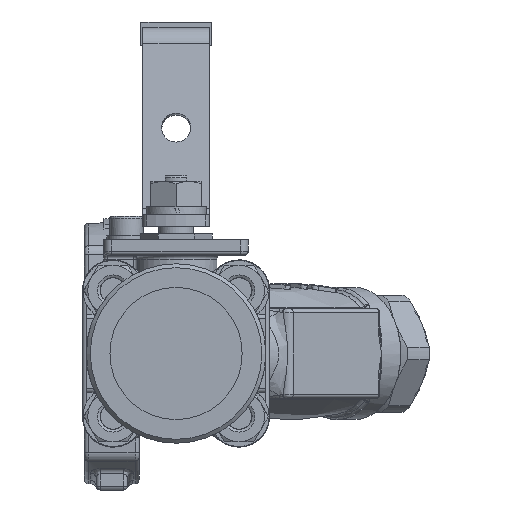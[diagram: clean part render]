
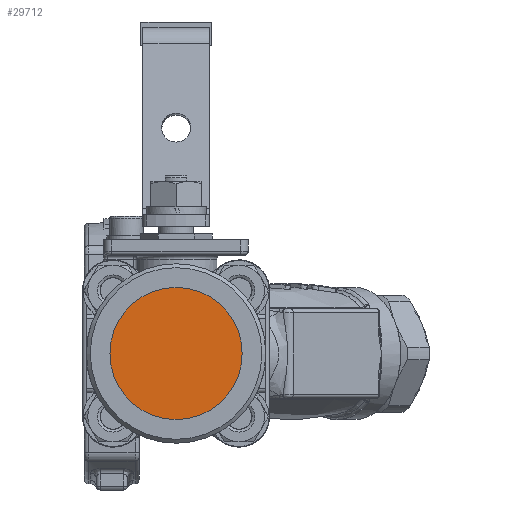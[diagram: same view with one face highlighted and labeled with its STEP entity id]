
A CAD part, left-side view. The second image highlights one B-rep face of the part: STEP entity #29712.
In plain terms, the highlighted planar face has unit normal (-1, 0, 0).
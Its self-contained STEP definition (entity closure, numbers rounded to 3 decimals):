
#6530=FACE_OUTER_BOUND('',#8376,.T.);
#8376=EDGE_LOOP('',(#20168,#20169));
#10418=CIRCLE('',#31746,16.95);
#10419=CIRCLE('',#31747,16.95);
#12225=VERTEX_POINT('',#45433);
#12226=VERTEX_POINT('',#45435);
#15233=EDGE_CURVE('',#12226,#12225,#10418,.T.);
#15234=EDGE_CURVE('',#12225,#12226,#10419,.T.);
#20168=ORIENTED_EDGE('',*,*,#15233,.T.);
#20169=ORIENTED_EDGE('',*,*,#15234,.T.);
#28929=PLANE('',#31748);
#29712=ADVANCED_FACE('',(#6530),#28929,.T.);
#31746=AXIS2_PLACEMENT_3D('',#45436,#35760,#35761);
#31747=AXIS2_PLACEMENT_3D('',#45437,#35762,#35763);
#31748=AXIS2_PLACEMENT_3D('',#45438,#35764,#35765);
#35760=DIRECTION('center_axis',(-1.,0.,0.));
#35761=DIRECTION('ref_axis',(0.,-1.,0.));
#35762=DIRECTION('center_axis',(-1.,0.,0.));
#35763=DIRECTION('ref_axis',(0.,-1.,0.));
#35764=DIRECTION('center_axis',(-1.,0.,0.));
#35765=DIRECTION('ref_axis',(0.,-1.,0.));
#45433=CARTESIAN_POINT('',(-245.835,46.113,0.25));
#45435=CARTESIAN_POINT('',(-245.835,12.213,0.25));
#45436=CARTESIAN_POINT('Origin',(-245.835,29.163,0.25));
#45437=CARTESIAN_POINT('Origin',(-245.835,29.163,0.25));
#45438=CARTESIAN_POINT('Origin',(-245.835,29.163,0.25));
